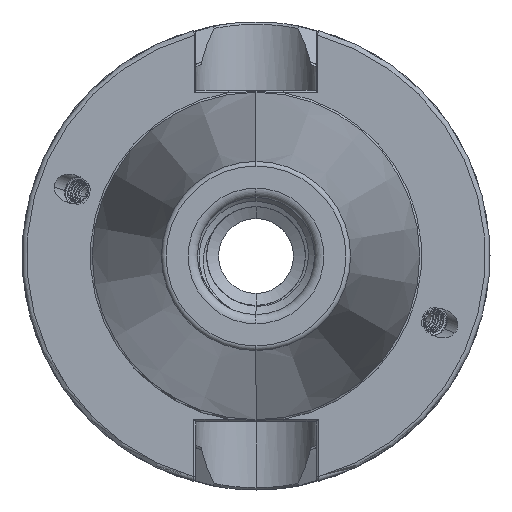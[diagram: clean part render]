
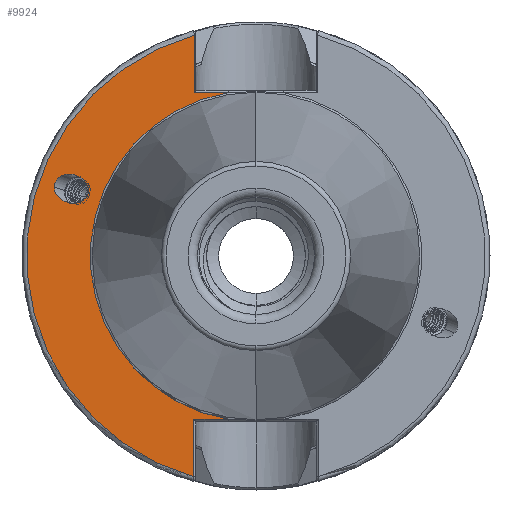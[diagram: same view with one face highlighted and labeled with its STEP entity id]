
A CAD part, left-side view. The second image highlights one B-rep face of the part: STEP entity #9924.
In plain terms, the highlighted planar face has unit normal (-1, 0, 0).
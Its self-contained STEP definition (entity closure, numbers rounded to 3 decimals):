
#449 = CARTESIAN_POINT ( 'NONE',  ( 0., 43.118, 14.766 ) ) ;
#468 = CARTESIAN_POINT ( 'NONE',  ( 0., 35.816, 13.963 ) ) ;
#545 = CARTESIAN_POINT ( 'NONE',  ( 0., 35.968, 13.091 ) ) ;
#633 = CARTESIAN_POINT ( 'NONE',  ( 0., 13.279, -34.9 ) ) ;
#797 = CARTESIAN_POINT ( 'NONE',  ( 0., 13.279, -47.166 ) ) ;
#801 = CARTESIAN_POINT ( 'NONE',  ( 0., 5.916, 34.9 ) ) ;
#843 = CARTESIAN_POINT ( 'NONE',  ( 0., 13.194, 34.9 ) ) ;
#908 = CARTESIAN_POINT ( 'NONE',  ( 0., 13.194, 47.19 ) ) ;
#926 = CARTESIAN_POINT ( 'NONE',  ( 0., 5.916, -34.9 ) ) ;
#2197 = CIRCLE ( 'NONE', #4518, 49. ) ;
#2205 = LINE ( 'NONE', #3375, #2206 ) ;
#2206 = VECTOR ( 'NONE', #3409, 1000. ) ;
#2208 = VECTOR ( 'NONE', #3290, 1000. ) ;
#2212 = CIRCLE ( 'NONE', #4542, 35.398 ) ;
#2213 = VECTOR ( 'NONE', #9773, 1000. ) ;
#2221 = LINE ( 'NONE', #3300, #2208 ) ;
#2228 = LINE ( 'NONE', #9789, #2213 ) ;
#2241 = LINE ( 'NONE', #9538, #2290 ) ;
#2290 = VECTOR ( 'NONE', #9552, 1000. ) ;
#2307 = FACE_OUTER_BOUND ( 'NONE', #17028, .T. ) ;
#3156 = FACE_BOUND ( 'NONE', #17012, .T. ) ;
#3220 = CARTESIAN_POINT ( 'NONE',  ( 0., 0., 0. ) ) ;
#3239 = DIRECTION ( 'NONE',  ( 0., 0., -1. ) ) ;
#3258 = DIRECTION ( 'NONE',  ( 1., 0., 0. ) ) ;
#3290 = DIRECTION ( 'NONE',  ( 0., 0., 1. ) ) ;
#3300 = CARTESIAN_POINT ( 'NONE',  ( 0., 13.279, -35.4 ) ) ;
#3375 = CARTESIAN_POINT ( 'NONE',  ( 0., 35.398, 34.9 ) ) ;
#3409 = DIRECTION ( 'NONE',  ( 0., 1., 0. ) ) ;
#3583 = CARTESIAN_POINT ( 'NONE',  ( 0., 35.968, 13.091 ) ) ;
#3589 = CARTESIAN_POINT ( 'NONE',  ( 0., 35.867, 13.369 ) ) ;
#3634 = CARTESIAN_POINT ( 'NONE',  ( 0., 35.816, 13.662 ) ) ;
#3643 = CARTESIAN_POINT ( 'NONE',  ( 0., 35.816, 13.963 ) ) ;
#3906 = EDGE_CURVE ( 'NONE', #12722, #12719, #4756, .T. ) ;
#3951 = EDGE_CURVE ( 'NONE', #12749, #12722, #4772, .T. ) ;
#3984 = EDGE_CURVE ( 'NONE', #16625, #16695, #2197, .T. ) ;
#3990 = EDGE_CURVE ( 'NONE', #16625, #16642, #2221, .T. ) ;
#4000 = EDGE_CURVE ( 'NONE', #16639, #16602, #2205, .T. ) ;
#4027 = EDGE_CURVE ( 'NONE', #16661, #16639, #2212, .T. ) ;
#4032 = EDGE_CURVE ( 'NONE', #16602, #16695, #2228, .T. ) ;
#4040 = EDGE_CURVE ( 'NONE', #12719, #12749, #4739, .T. ) ;
#4071 = EDGE_CURVE ( 'NONE', #16642, #16661, #2241, .T. ) ;
#4417 = AXIS2_PLACEMENT_3D ( 'NONE', #11824, #11789, #11804 ) ;
#4518 = AXIS2_PLACEMENT_3D ( 'NONE', #3220, #3258, #3239 ) ;
#4542 = AXIS2_PLACEMENT_3D ( 'NONE', #9776, #9814, #9799 ) ;
#4739 =( BOUNDED_CURVE ( )  B_SPLINE_CURVE ( 3, ( #9332, #9318, #9339, #9343 ),
 .UNSPECIFIED., .F., .T. ) 
 B_SPLINE_CURVE_WITH_KNOTS ( ( 4, 4 ),
 ( 3.431, 6.283 ),
 .UNSPECIFIED. ) 
 CURVE ( )  GEOMETRIC_REPRESENTATION_ITEM ( )  RATIONAL_B_SPLINE_CURVE ( ( 1., 0.43, 0.43, 1. ) ) 
 REPRESENTATION_ITEM ( '' )  );
#4756 =( BOUNDED_CURVE ( )  B_SPLINE_CURVE ( 3, ( #14223, #14204, #14218, #14237 ),
 .UNSPECIFIED., .F., .F. ) 
 B_SPLINE_CURVE_WITH_KNOTS ( ( 4, 4 ),
 ( 0.29, 3.431 ),
 .UNSPECIFIED. ) 
 CURVE ( )  GEOMETRIC_REPRESENTATION_ITEM ( )  RATIONAL_B_SPLINE_CURVE ( ( 1., 0.333, 0.333, 1. ) ) 
 REPRESENTATION_ITEM ( '' )  );
#4772 =( BOUNDED_CURVE ( )  B_SPLINE_CURVE ( 3, ( #3583, #3589, #3634, #3643 ),
 .UNSPECIFIED., .F., .F. ) 
 B_SPLINE_CURVE_WITH_KNOTS ( ( 4, 4 ),
 ( 0., 0.29 ),
 .UNSPECIFIED. ) 
 CURVE ( )  GEOMETRIC_REPRESENTATION_ITEM ( )  RATIONAL_B_SPLINE_CURVE ( ( 1., 0.993, 0.993, 1. ) ) 
 REPRESENTATION_ITEM ( '' )  );
#7702 = ORIENTED_EDGE ( 'NONE', *, *, #4071, .T. ) ;
#7705 = ORIENTED_EDGE ( 'NONE', *, *, #4032, .T. ) ;
#7712 = ORIENTED_EDGE ( 'NONE', *, *, #4027, .T. ) ;
#7718 = ORIENTED_EDGE ( 'NONE', *, *, #3951, .F. ) ;
#7720 = ORIENTED_EDGE ( 'NONE', *, *, #4000, .T. ) ;
#7723 = ORIENTED_EDGE ( 'NONE', *, *, #3984, .F. ) ;
#7730 = ORIENTED_EDGE ( 'NONE', *, *, #3990, .T. ) ;
#7732 = ORIENTED_EDGE ( 'NONE', *, *, #3906, .F. ) ;
#7738 = ORIENTED_EDGE ( 'NONE', *, *, #4040, .F. ) ;
#9318 = CARTESIAN_POINT ( 'NONE',  ( 0., 43.118, 9.99 ) ) ;
#9332 = CARTESIAN_POINT ( 'NONE',  ( 0., 43.118, 14.766 ) ) ;
#9339 = CARTESIAN_POINT ( 'NONE',  ( 0., 37.57, 8.69 ) ) ;
#9343 = CARTESIAN_POINT ( 'NONE',  ( 0., 35.968, 13.091 ) ) ;
#9538 = CARTESIAN_POINT ( 'NONE',  ( 0., -12.85, -34.9 ) ) ;
#9552 = DIRECTION ( 'NONE',  ( 0., -1., 0. ) ) ;
#9773 = DIRECTION ( 'NONE',  ( 0., 0., 1. ) ) ;
#9776 = CARTESIAN_POINT ( 'NONE',  ( 0., 0., 0. ) ) ;
#9789 = CARTESIAN_POINT ( 'NONE',  ( 0., 13.194, 0. ) ) ;
#9799 = DIRECTION ( 'NONE',  ( 0., 0., -1. ) ) ;
#9814 = DIRECTION ( 'NONE',  ( 1., 0., 0. ) ) ;
#9924 = ADVANCED_FACE ( 'NONE', ( #3156, #2307 ), #11837, .T. ) ;
#11789 = DIRECTION ( 'NONE',  ( -1., 0., 0. ) ) ;
#11804 = DIRECTION ( 'NONE',  ( 0., 0., 1. ) ) ;
#11824 = CARTESIAN_POINT ( 'NONE',  ( 0., 35.398, 0. ) ) ;
#11837 = PLANE ( 'NONE',  #4417 ) ;
#12719 = VERTEX_POINT ( 'NONE', #449 ) ;
#12722 = VERTEX_POINT ( 'NONE', #468 ) ;
#12749 = VERTEX_POINT ( 'NONE', #545 ) ;
#14204 = CARTESIAN_POINT ( 'NONE',  ( 0., 35.816, 20.184 ) ) ;
#14218 = CARTESIAN_POINT ( 'NONE',  ( 0., 43.118, 20.987 ) ) ;
#14223 = CARTESIAN_POINT ( 'NONE',  ( 0., 35.816, 13.963 ) ) ;
#14237 = CARTESIAN_POINT ( 'NONE',  ( 0., 43.118, 14.766 ) ) ;
#16602 = VERTEX_POINT ( 'NONE', #843 ) ;
#16625 = VERTEX_POINT ( 'NONE', #797 ) ;
#16639 = VERTEX_POINT ( 'NONE', #801 ) ;
#16642 = VERTEX_POINT ( 'NONE', #633 ) ;
#16661 = VERTEX_POINT ( 'NONE', #926 ) ;
#16695 = VERTEX_POINT ( 'NONE', #908 ) ;
#17012 = EDGE_LOOP ( 'NONE', ( #7718, #7738, #7732 ) ) ;
#17028 = EDGE_LOOP ( 'NONE', ( #7723, #7730, #7702, #7712, #7720, #7705 ) ) ;
